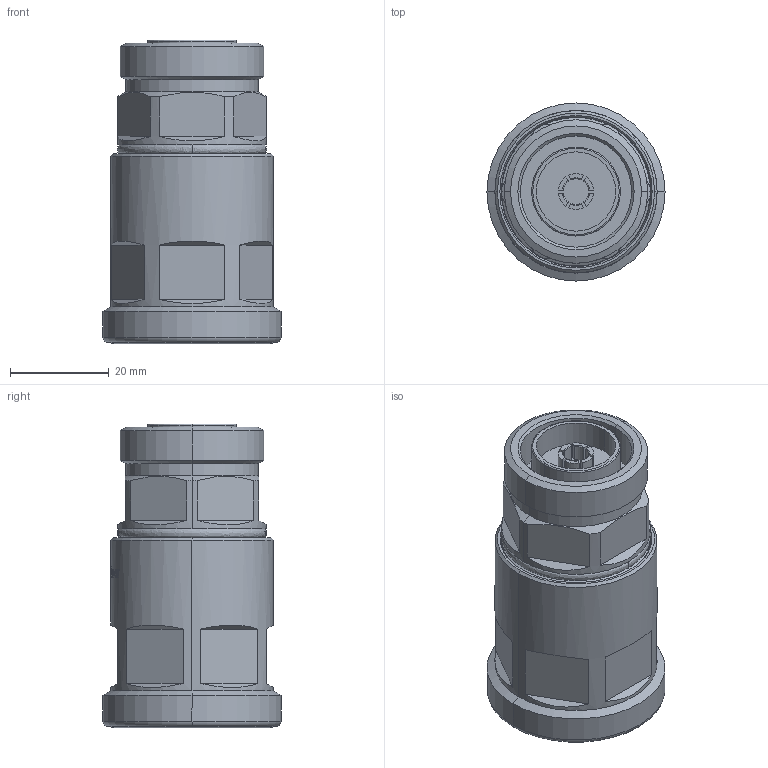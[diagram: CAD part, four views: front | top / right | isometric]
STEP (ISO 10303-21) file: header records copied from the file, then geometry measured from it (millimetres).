
FILE_DESCRIPTION (( 'STEP AP214' ), '1' );
FILE_NAME ('J01121A0180.STEP', '2018-11-12T15:28:17', ( '' ), ( '' ), 'SwSTEP 2.0', 'SolidWorks 2017', '' );
FILE_SCHEMA (( 'AUTOMOTIVE_DESIGN' ));
Length unit declared in the file: millimetre
Products named in the file (1): J01121A0180
Bounding box: 36 x 36 x 61.45 mm (x, y, z)
Volume: 40249.4 mm3; surface area: 12714.9 mm2
Topology: 3 solids, 3 shells, 305 faces, 743 edges, 478 vertices
Faces by surface type: plane 116, bspline 91, cylinder 58, cone 22, torus 18
Entity records: 20259 total; most frequent: CARTESIAN_POINT 10439, ORIENTED_EDGE 1486, DIRECTION 1060, EDGE_CURVE 743, VERTEX_POINT 478, AXIS2_PLACEMENT_3D 409, EDGE_LOOP 343, UNCERTAINTY_MEASURE_WITH_UNIT 308
